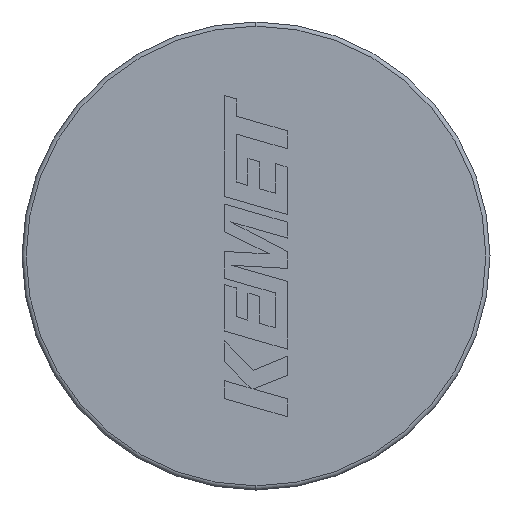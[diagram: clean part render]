
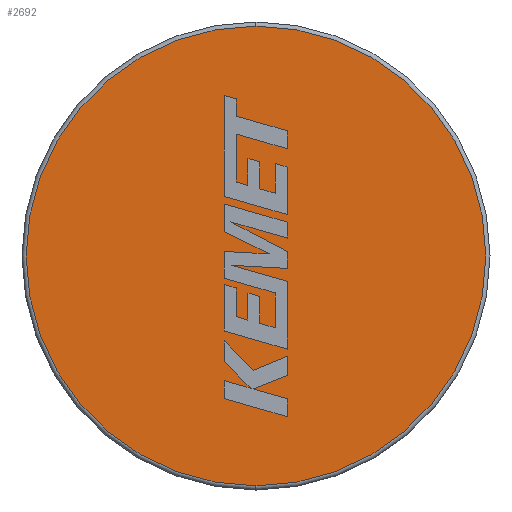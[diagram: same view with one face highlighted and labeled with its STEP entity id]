
A CAD part, left-side view. The second image highlights one B-rep face of the part: STEP entity #2692.
In plain terms, the highlighted planar face has unit normal (-1, 0, 0).
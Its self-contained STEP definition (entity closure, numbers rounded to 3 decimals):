
#6 = DIRECTION ( 'NONE',  ( 0., 0., -1. ) ) ;
#27 = DIRECTION ( 'NONE',  ( 1., 0., 0. ) ) ;
#257 = DIRECTION ( 'NONE',  ( -1., 0., 0. ) ) ;
#449 = VERTEX_POINT ( 'NONE', #2208 ) ;
#458 = CARTESIAN_POINT ( 'NONE',  ( 0., 0., 11.05 ) ) ;
#643 = FACE_OUTER_BOUND ( 'NONE', #3037, .T. ) ;
#1048 = PLANE ( 'NONE',  #1449 ) ;
#1117 = AXIS2_PLACEMENT_3D ( 'NONE', #2102, #257, #1808 ) ;
#1137 = EDGE_CURVE ( 'NONE', #2670, #449, #2373, .T. ) ;
#1400 = AXIS2_PLACEMENT_3D ( 'NONE', #1567, #3389, #6 ) ;
#1449 = AXIS2_PLACEMENT_3D ( 'NONE', #1845, #27, #2612 ) ;
#1527 = CIRCLE ( 'NONE', #1400, 11.05 ) ;
#1567 = CARTESIAN_POINT ( 'NONE',  ( 0., 0., 0. ) ) ;
#1808 = DIRECTION ( 'NONE',  ( 0., 0., -1. ) ) ;
#1845 = CARTESIAN_POINT ( 'NONE',  ( 0., 0., 0. ) ) ;
#2102 = CARTESIAN_POINT ( 'NONE',  ( 0., 0., 0. ) ) ;
#2208 = CARTESIAN_POINT ( 'NONE',  ( 0., 0., -11.05 ) ) ;
#2373 = CIRCLE ( 'NONE', #1117, 11.05 ) ;
#2424 = ORIENTED_EDGE ( 'NONE', *, *, #2743, .T. ) ;
#2612 = DIRECTION ( 'NONE',  ( 0., 0., -1. ) ) ;
#2670 = VERTEX_POINT ( 'NONE', #458 ) ;
#2692 = ADVANCED_FACE ( 'NONE', ( #643 ), #1048, .F. ) ;
#2743 = EDGE_CURVE ( 'NONE', #449, #2670, #1527, .T. ) ;
#2903 = ORIENTED_EDGE ( 'NONE', *, *, #1137, .T. ) ;
#3037 = EDGE_LOOP ( 'NONE', ( #2424, #2903 ) ) ;
#3389 = DIRECTION ( 'NONE',  ( -1., 0., 0. ) ) ;
